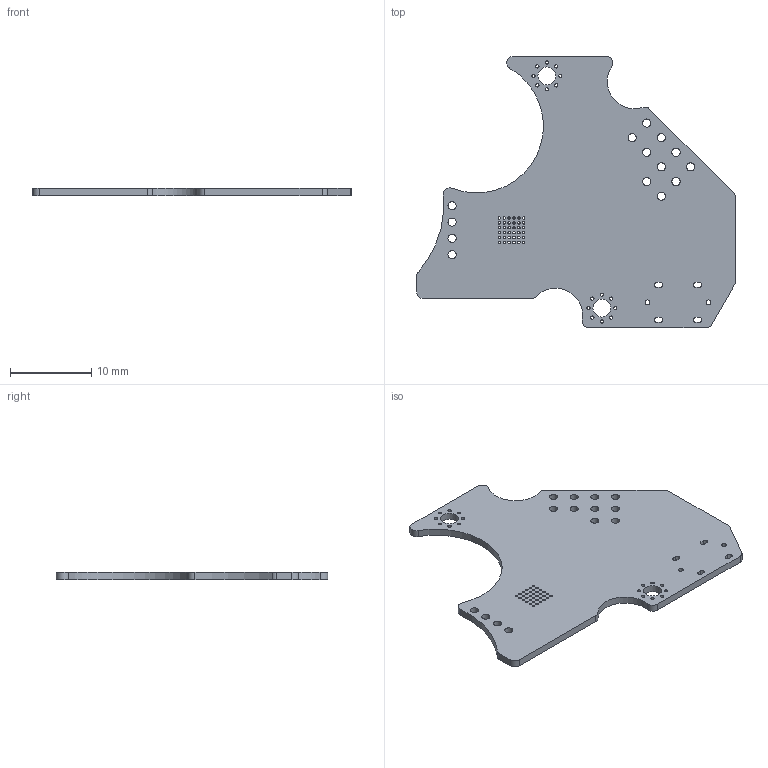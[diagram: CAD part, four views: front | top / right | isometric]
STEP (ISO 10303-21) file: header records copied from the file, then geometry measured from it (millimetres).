
FILE_DESCRIPTION(('KiCad electronic assembly'),'2;1');
FILE_NAME('Vortac_Panel_Rev1BoardOnly.step','2025-05-24T20:44:26',( 'Pcbnew'),('Kicad'),'Open CASCADE STEP processor 7.8', 'KiCad to STEP converter','Unknown');
FILE_SCHEMA(('AUTOMOTIVE_DESIGN { 1 0 10303 214 1 1 1 1 }'));
Length unit declared in the file: millimetre
Products named in the file (2): Vortac_Panel_Rev1BoardOnly 1; Vortac_Panel_PCB
Assembly tree (1 placements, depth 2):
  Vortac_Panel_Rev1BoardOnly 1
    Vortac_Panel_PCB
Bounding box: 39.18 x 33.36 x 0.91 mm (x, y, z)
Volume: 714.9 mm3; surface area: 1809.4 mm2
Topology: 1 solids, 1 shells, 110 faces, 324 edges, 216 vertices
Faces by surface type: cylinder 93, plane 17
Full cylindrical faces by diameter (mm): 0.3 x36, 0.4 x16, 0.6 x2, 1 x14, 2.2 x2
Entity records: 4107 total; most frequent: DIRECTION 734, CARTESIAN_POINT 652, ORIENTED_EDGE 648, EDGE_CURVE 324, AXIS2_PLACEMENT_3D 298, FACE_BOUND 258, EDGE_LOOP 258, VERTEX_POINT 216
